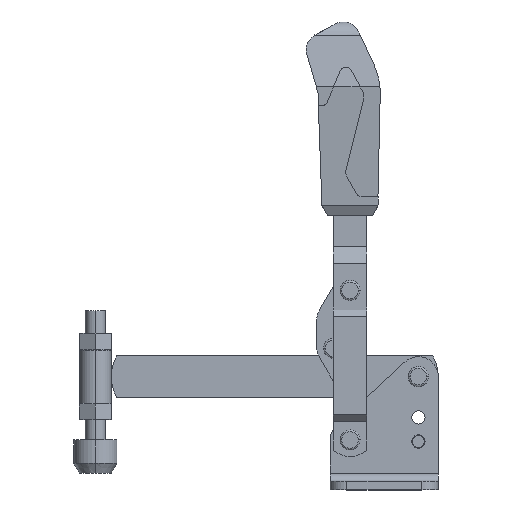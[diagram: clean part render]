
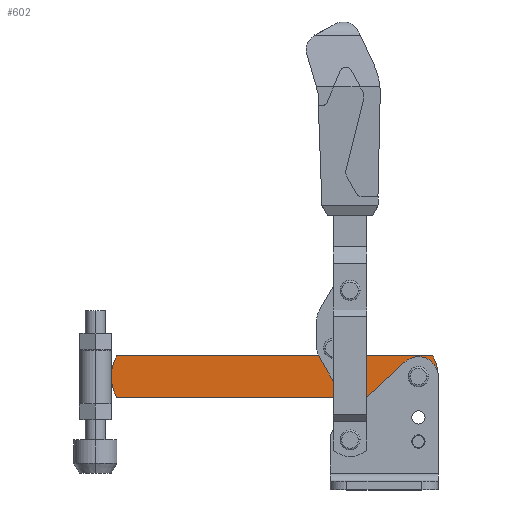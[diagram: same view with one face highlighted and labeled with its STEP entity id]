
A CAD part, top view. The second image highlights one B-rep face of the part: STEP entity #602.
In plain terms, the highlighted planar face has unit normal (0, 0, 1).
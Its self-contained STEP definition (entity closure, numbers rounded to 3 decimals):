
#602=ADVANCED_FACE('NONE',(#1473,#1474,#1475),#1476,.T.);
#1473=FACE_OUTER_BOUND('',#2625,.T.);
#1474=FACE_BOUND('',#2626,.T.);
#1475=FACE_BOUND('',#2627,.T.);
#1476=PLANE('',#2628);
#2625=EDGE_LOOP('',(#4359,#4360,#4361,#4362,#4363,#4364));
#2626=EDGE_LOOP('',(#4365,#4366));
#2627=EDGE_LOOP('',(#4367,#4368));
#2628=AXIS2_PLACEMENT_3D('',#4369,#4370,#4371);
#4359=ORIENTED_EDGE('',*,*,#6913,.T.);
#4360=ORIENTED_EDGE('',*,*,#6909,.T.);
#4361=ORIENTED_EDGE('',*,*,#6918,.T.);
#4362=ORIENTED_EDGE('',*,*,#6921,.T.);
#4363=ORIENTED_EDGE('',*,*,#6893,.T.);
#4364=ORIENTED_EDGE('',*,*,#6924,.T.);
#4365=ORIENTED_EDGE('',*,*,#6930,.F.);
#4366=ORIENTED_EDGE('',*,*,#6899,.F.);
#4367=ORIENTED_EDGE('',*,*,#6927,.F.);
#4368=ORIENTED_EDGE('',*,*,#6904,.F.);
#4369=CARTESIAN_POINT('',(-106.5,68.0,5.0));
#4370=DIRECTION('',(0.0,0.0,1.0));
#4371=DIRECTION('',(1.0,0.0,0.0));
#6893=EDGE_CURVE('NONE',#8281,#8278,#8282,.T.);
#6899=EDGE_CURVE('NONE',#8290,#8292,#8293,.T.);
#6904=EDGE_CURVE('NONE',#8299,#8301,#8302,.T.);
#6909=EDGE_CURVE('NONE',#8310,#8308,#8311,.T.);
#6913=EDGE_CURVE('NONE',#8316,#8310,#8317,.T.);
#6918=EDGE_CURVE('NONE',#8308,#8322,#8324,.T.);
#6921=EDGE_CURVE('NONE',#8322,#8281,#8327,.T.);
#6924=EDGE_CURVE('NONE',#8278,#8316,#8330,.T.);
#6927=EDGE_CURVE('NONE',#8301,#8299,#8333,.T.);
#6930=EDGE_CURVE('NONE',#8292,#8290,#8336,.T.);
#8278=VERTEX_POINT('',#10186);
#8281=VERTEX_POINT('NONE',#10190);
#8282=CIRCLE('',#10191,25.0);
#8290=VERTEX_POINT('NONE',#10200);
#8292=VERTEX_POINT('NONE',#10203);
#8293=CIRCLE('',#10204,5.55);
#8299=VERTEX_POINT('NONE',#10211);
#8301=VERTEX_POINT('NONE',#10214);
#8302=CIRCLE('',#10215,4.0);
#8308=VERTEX_POINT('NONE',#10222);
#8310=VERTEX_POINT('NONE',#10225);
#8311=CIRCLE('',#10226,25.0);
#8316=VERTEX_POINT('NONE',#10233);
#8317=LINE('',#10234,#10235);
#8322=VERTEX_POINT('NONE',#10241);
#8324=CIRCLE('',#10244,25.0);
#8327=LINE('',#10248,#10249);
#8330=CIRCLE('',#10252,25.0);
#8333=CIRCLE('',#10255,4.0);
#8336=CIRCLE('',#10258,5.55);
#10186=CARTESIAN_POINT('',(65.0,68.0,5.0));
#10190=CARTESIAN_POINT('',(61.651,55.5,5.0));
#10191=AXIS2_PLACEMENT_3D('',#13355,#13356,#13357);
#10200=CARTESIAN_POINT('',(17.55,68.0,5.0));
#10203=CARTESIAN_POINT('',(6.45,68.0,5.0));
#10204=AXIS2_PLACEMENT_3D('',#13366,#13367,#13368);
#10211=CARTESIAN_POINT('',(57.0,68.0,5.0));
#10214=CARTESIAN_POINT('',(49.0,68.0,5.0));
#10215=AXIS2_PLACEMENT_3D('',#13374,#13375,#13376);
#10222=CARTESIAN_POINT('',(-131.5,68.0,5.0));
#10225=CARTESIAN_POINT('',(-128.151,80.5,5.0));
#10226=AXIS2_PLACEMENT_3D('',#13382,#13383,#13384);
#10233=CARTESIAN_POINT('',(61.651,80.5,5.0));
#10234=CARTESIAN_POINT('',(61.651,80.5,5.0));
#10235=VECTOR('',#13387,1000.0);
#10241=CARTESIAN_POINT('',(-128.151,55.5,5.0));
#10244=AXIS2_PLACEMENT_3D('',#13393,#13394,#13395);
#10248=CARTESIAN_POINT('',(-128.151,55.5,5.0));
#10249=VECTOR('',#13397,1000.0);
#10252=AXIS2_PLACEMENT_3D('',#13401,#13402,#13403);
#10255=AXIS2_PLACEMENT_3D('',#13407,#13408,#13409);
#10258=AXIS2_PLACEMENT_3D('',#13413,#13414,#13415);
#13355=CARTESIAN_POINT('',(40.0,68.0,5.0));
#13356=DIRECTION('',(0.0,0.0,1.0));
#13357=DIRECTION('',(1.0,0.0,0.0));
#13366=CARTESIAN_POINT('',(12.0,68.0,5.0));
#13367=DIRECTION('',(0.0,0.0,1.0));
#13368=DIRECTION('',(1.0,0.0,0.0));
#13374=CARTESIAN_POINT('',(53.0,68.0,5.0));
#13375=DIRECTION('',(0.0,0.0,1.0));
#13376=DIRECTION('',(1.0,0.0,0.0));
#13382=CARTESIAN_POINT('',(-106.5,68.0,5.0));
#13383=DIRECTION('',(0.0,0.0,1.0));
#13384=DIRECTION('',(1.0,0.0,0.0));
#13387=DIRECTION('',(-1.0,0.0,0.0));
#13393=CARTESIAN_POINT('',(-106.5,68.0,5.0));
#13394=DIRECTION('',(0.0,0.0,1.0));
#13395=DIRECTION('',(1.0,0.0,0.0));
#13397=DIRECTION('',(1.0,0.0,0.0));
#13401=CARTESIAN_POINT('',(40.0,68.0,5.0));
#13402=DIRECTION('',(0.0,0.0,1.0));
#13403=DIRECTION('',(1.0,0.0,0.0));
#13407=CARTESIAN_POINT('',(53.0,68.0,5.0));
#13408=DIRECTION('',(0.0,0.0,1.0));
#13409=DIRECTION('',(1.0,0.0,0.0));
#13413=CARTESIAN_POINT('',(12.0,68.0,5.0));
#13414=DIRECTION('',(0.0,0.0,1.0));
#13415=DIRECTION('',(1.0,0.0,0.0));
